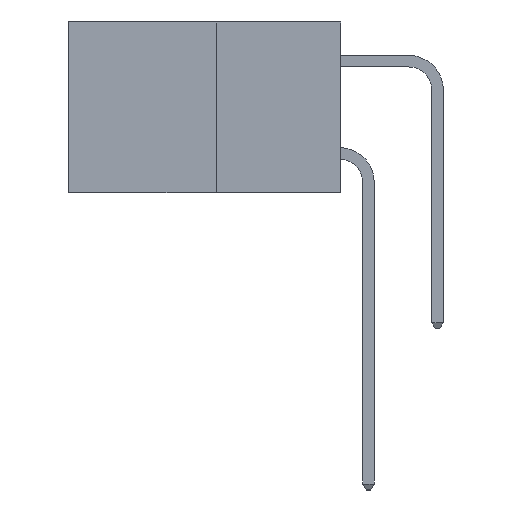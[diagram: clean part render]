
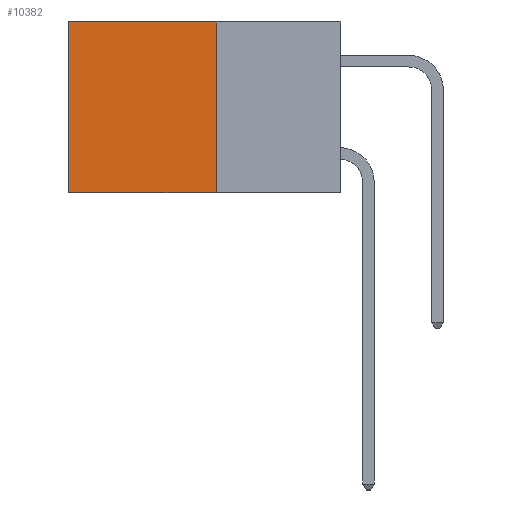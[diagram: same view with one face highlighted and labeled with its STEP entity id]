
A CAD part, left-side view. The second image highlights one B-rep face of the part: STEP entity #10382.
In plain terms, the highlighted planar face has unit normal (-1, 0, 0).
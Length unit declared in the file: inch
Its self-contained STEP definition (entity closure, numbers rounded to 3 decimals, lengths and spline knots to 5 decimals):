
#729 = VECTOR ( 'NONE', #6693, 39.37008 ) ;
#1498 = VECTOR ( 'NONE', #12351, 39.37008 ) ;
#1899 = CARTESIAN_POINT ( 'NONE',  ( 0.277, 0.27, -0.37 ) ) ;
#2117 = EDGE_LOOP ( 'NONE', ( #13090, #8188, #8361, #10289 ) ) ;
#2274 = EDGE_CURVE ( 'NONE', #6043, #6451, #6303, .T. ) ;
#2961 = DIRECTION ( 'NONE',  ( 0., 0., -1. ) ) ;
#3400 = EDGE_CURVE ( 'NONE', #12337, #6451, #11891, .T. ) ;
#3739 = CARTESIAN_POINT ( 'NONE',  ( 0.277, 0.27, 0. ) ) ;
#4046 = LINE ( 'NONE', #4851, #9693 ) ;
#4373 = LINE ( 'NONE', #12397, #1498 ) ;
#4851 = CARTESIAN_POINT ( 'NONE',  ( 0.277, 0.27, -0.37 ) ) ;
#5260 = EDGE_CURVE ( 'NONE', #6642, #12337, #4373, .T. ) ;
#5267 = CARTESIAN_POINT ( 'NONE',  ( 0.277, 0.59, -0.37 ) ) ;
#6043 = VERTEX_POINT ( 'NONE', #7673 ) ;
#6303 = LINE ( 'NONE', #11224, #11455 ) ;
#6451 = VERTEX_POINT ( 'NONE', #5267 ) ;
#6575 = CARTESIAN_POINT ( 'NONE',  ( 0.277, 0.59, -0.37 ) ) ;
#6642 = VERTEX_POINT ( 'NONE', #3739 ) ;
#6693 = DIRECTION ( 'NONE',  ( 0., 0., -1. ) ) ;
#6935 = FACE_OUTER_BOUND ( 'NONE', #2117, .T. ) ;
#6979 = DIRECTION ( 'NONE',  ( 0., 0., -1. ) ) ;
#7673 = CARTESIAN_POINT ( 'NONE',  ( 0.277, 0.27, -0.37 ) ) ;
#8188 = ORIENTED_EDGE ( 'NONE', *, *, #2274, .F. ) ;
#8361 = ORIENTED_EDGE ( 'NONE', *, *, #9930, .F. ) ;
#8656 = CARTESIAN_POINT ( 'NONE',  ( 0.277, 0.59, 0. ) ) ;
#9319 = PLANE ( 'NONE',  #10998 ) ;
#9359 = DIRECTION ( 'NONE',  ( 1., 0., 0. ) ) ;
#9693 = VECTOR ( 'NONE', #6979, 39.37008 ) ;
#9930 = EDGE_CURVE ( 'NONE', #6642, #6043, #4046, .T. ) ;
#10289 = ORIENTED_EDGE ( 'NONE', *, *, #5260, .T. ) ;
#10382 = ADVANCED_FACE ( 'NONE', ( #6935 ), #9319, .F. ) ;
#10675 = DIRECTION ( 'NONE',  ( 0., 1., 0. ) ) ;
#10998 = AXIS2_PLACEMENT_3D ( 'NONE', #1899, #9359, #2961 ) ;
#11224 = CARTESIAN_POINT ( 'NONE',  ( 0.277, 0.27, -0.37 ) ) ;
#11455 = VECTOR ( 'NONE', #10675, 39.37008 ) ;
#11891 = LINE ( 'NONE', #6575, #729 ) ;
#12337 = VERTEX_POINT ( 'NONE', #8656 ) ;
#12351 = DIRECTION ( 'NONE',  ( 0., 1., 0. ) ) ;
#12397 = CARTESIAN_POINT ( 'NONE',  ( 0.277, 0.27, 0. ) ) ;
#13090 = ORIENTED_EDGE ( 'NONE', *, *, #3400, .T. ) ;
